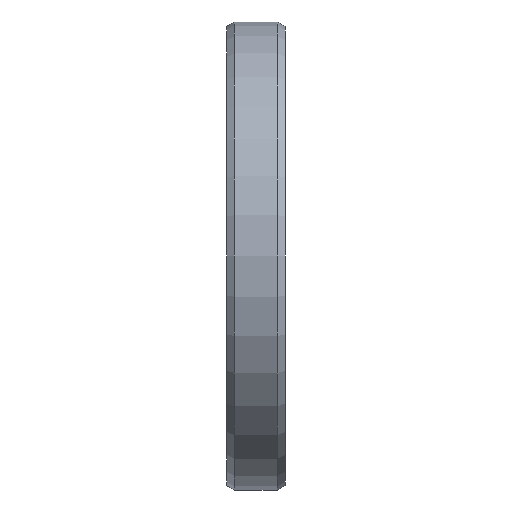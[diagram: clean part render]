
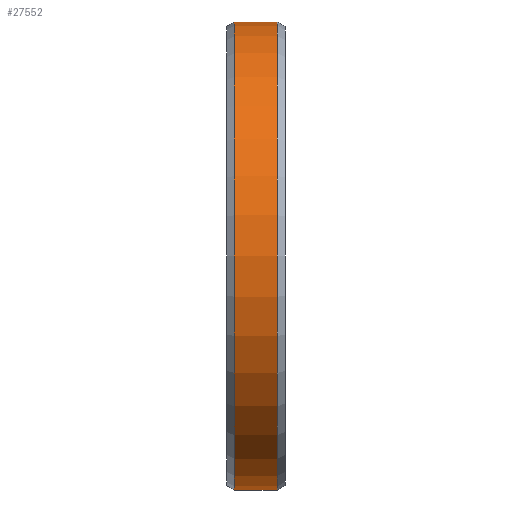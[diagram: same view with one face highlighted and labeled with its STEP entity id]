
A CAD part, left-side view. The second image highlights one B-rep face of the part: STEP entity #27552.
In plain terms, the highlighted cylindrical face has radius 60 mm (diameter 120 mm), a partial arc.
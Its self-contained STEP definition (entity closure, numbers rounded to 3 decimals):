
#26582=CARTESIAN_POINT('',(0.,-5.5,0.));
#26583=DIRECTION('',(0.,1.,0.));
#26584=DIRECTION('',(0.,0.,-1.));
#26585=AXIS2_PLACEMENT_3D('',#26582,#26583,#26584);
#26590=DIRECTION('',(0.,1.,0.));
#26591=VECTOR('',#26590,11.);
#26592=CARTESIAN_POINT('',(0.,-5.5,-60.));
#26593=LINE('',#26592,#26591);
#26605=DIRECTION('',(0.,1.,0.));
#26606=VECTOR('',#26605,11.);
#26607=CARTESIAN_POINT('',(0.,-5.5,60.));
#26608=LINE('',#26607,#26606);
#26634=CARTESIAN_POINT('',(0.,5.5,0.));
#26635=DIRECTION('',(0.,1.,0.));
#26636=DIRECTION('',(0.,0.,-1.));
#26637=AXIS2_PLACEMENT_3D('',#26634,#26635,#26636);
#27001=CARTESIAN_POINT('',(0.,-5.5,-60.));
#27003=VERTEX_POINT('',#27001);
#27004=CARTESIAN_POINT('',(0.,5.5,-60.));
#27005=VERTEX_POINT('',#27004);
#27041=CARTESIAN_POINT('',(0.,-5.5,60.));
#27043=VERTEX_POINT('',#27041);
#27044=CARTESIAN_POINT('',(0.,5.5,60.));
#27045=VERTEX_POINT('',#27044);
#27538=CARTESIAN_POINT('',(0.,-8.25,0.));
#27539=DIRECTION('',(0.,1.,0.));
#27540=DIRECTION('',(0.,0.,-1.));
#27541=AXIS2_PLACEMENT_3D('',#27538,#27539,#27540);
#27542=CYLINDRICAL_SURFACE('',#27541,60.);
#27544=ORIENTED_EDGE('',*,*,#27543,.T.);
#27546=ORIENTED_EDGE('',*,*,#27545,.T.);
#27548=ORIENTED_EDGE('',*,*,#27547,.F.);
#27549=ORIENTED_EDGE('',*,*,#27524,.F.);
#27550=EDGE_LOOP('',(#27544,#27546,#27548,#27549));
#27551=FACE_OUTER_BOUND('',#27550,.F.);
#26586=CIRCLE('',#26585,60.);
#26638=CIRCLE('',#26637,60.);
#27524=EDGE_CURVE('',#27003,#27043,#26586,.T.);
#27543=EDGE_CURVE('',#27003,#27005,#26593,.T.);
#27545=EDGE_CURVE('',#27005,#27045,#26638,.T.);
#27547=EDGE_CURVE('',#27043,#27045,#26608,.T.);
#27552=ADVANCED_FACE('',(#27551),#27542,.T.);
